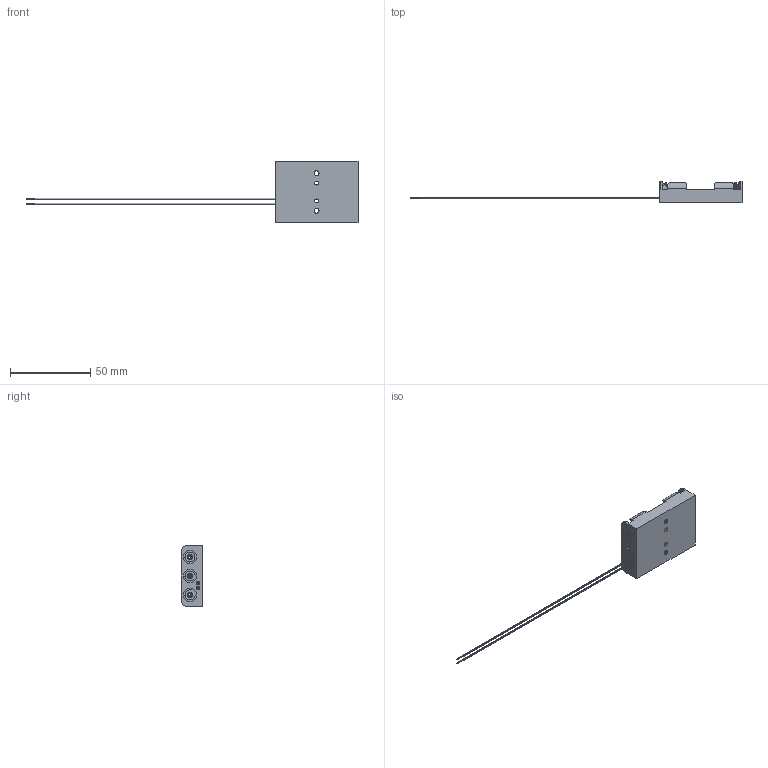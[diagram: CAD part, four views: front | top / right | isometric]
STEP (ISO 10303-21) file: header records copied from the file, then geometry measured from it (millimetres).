
FILE_DESCRIPTION (( 'STEP AP214' ), '1' );
FILE_NAME ('BC3AAAW.STEP', '2019-12-04T07:18:44', ( '' ), ( '' ), 'SwSTEP 2.0', 'SolidWorks 2016', '' );
FILE_SCHEMA (( 'AUTOMOTIVE_DESIGN' ));
Length unit declared in the file: millimetre
Products named in the file (1): BC3AAAW
Bounding box: 206.5 x 13.5 x 38 mm (x, y, z)
Volume: 6023.9 mm3; surface area: 12067.4 mm2
Topology: 12 solids, 12 shells, 498 faces, 1198 edges, 774 vertices
Faces by surface type: plane 250, cylinder 170, torus 72, bspline 6
Entity records: 20104 total; most frequent: CARTESIAN_POINT 7910, DIRECTION 2625, ORIENTED_EDGE 2396, EDGE_CURVE 1198, AXIS2_PLACEMENT_3D 977, VERTEX_POINT 774, LINE 671, VECTOR 671
